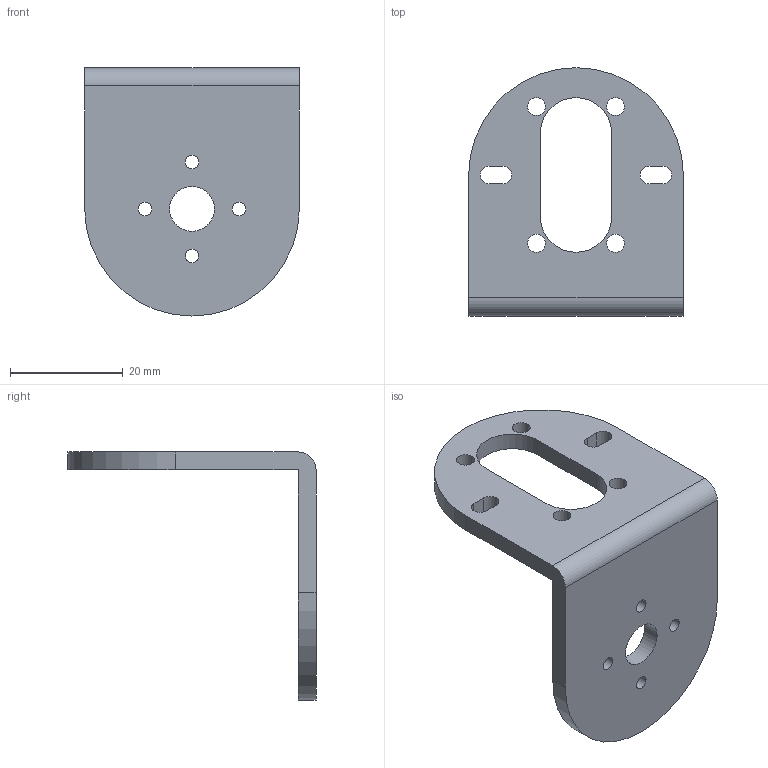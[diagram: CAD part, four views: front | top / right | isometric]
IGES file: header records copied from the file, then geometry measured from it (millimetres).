
Global section: file name: No Iges File Name specified; native system: Autodesk Inventor LT Technology Preview; preprocessor: AutoDesk Inventor Iges Exporter RP; author: No Author specified; organization: No Organization specified; date: 20080205.180609; units: inch
Bounding box: 38.1 x 44.04 x 44.04 mm (x, y, z)
Volume: 7789.4 mm3; surface area: 6195.5 mm2
Topology: 1 solids, 1 shells, 39 faces, 111 edges, 74 vertices
Faces by surface type: revolution 24, plane 12, cylinder 3
